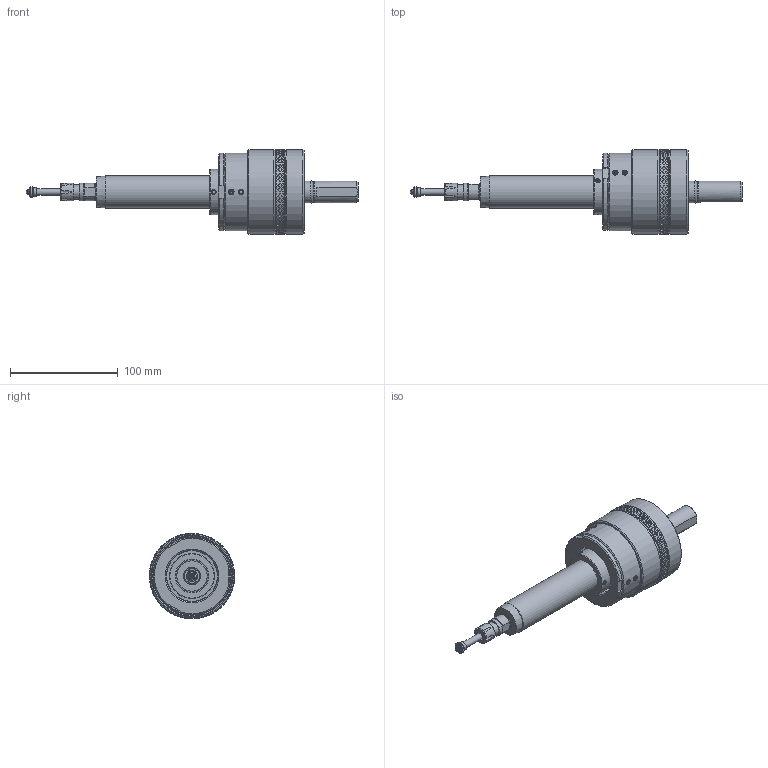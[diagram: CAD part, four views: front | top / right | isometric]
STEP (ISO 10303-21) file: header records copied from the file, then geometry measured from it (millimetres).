
FILE_DESCRIPTION(/* description */ (''),/* implementation_level */ '2;1');
FILE_NAME(/* name */ 'FDT PNEU X36 step.step',/* time_stamp */ '2020-08-31T14:19:45+03:00',/* author */ (''),/* organization */ (''),/* preprocessor_version */ 'ST-DEVELOPER v18.1',/* originating_system */ 'Autodesk Translation Framework v9.3.0.1241',/* authorisation */ '');
FILE_SCHEMA (('AUTOMOTIVE_DESIGN { 1 0 10303 214 3 1 1 }'));
Products named in the file (3): FDT PNEU X36; FDT_Pneu_X36; Component14
Assembly tree (2 placements, depth 3):
  FDT PNEU X36
    FDT_Pneu_X36
      Component14
Bounding box: 307.6 x 79 x 79 mm (x, y, z)
Volume: 385316.5 mm3; surface area: 97690.9 mm2
Topology: 4 solids, 5 shells, 2006 faces, 5562 edges, 3694 vertices
Faces by surface type: bspline 987, plane 545, cylinder 350, cone 109, torus 14, sphere 1
Full cylindrical faces by diameter (mm): 3.4 x15, 3.8 x9, 6 x2, 8 x1, 8.9 x20, 9 x1, 10 x1, 11 x1, 12.2 x3, 13 x5, 16 x3, 16.5 x2, 17.6 x1, 20 x2, 25 x1, 25.5 x1, 26.917 x1, 30 x1, 42 x1, 47 x1, 47.5 x1, 57 x1, 60 x1, 60.8 x6, 62 x3, 64.4 x1, 65 x1, 66 x5, 68 x2, 72 x2
Entity records: 346265 total; most frequent: CARTESIAN_POINT 302610, ORIENTED_EDGE 11124, DIRECTION 5718, EDGE_CURVE 5562, VERTEX_POINT 3694, B_SPLINE_CURVE_WITH_KNOTS 2345, EDGE_LOOP 2178, LINE 2130
